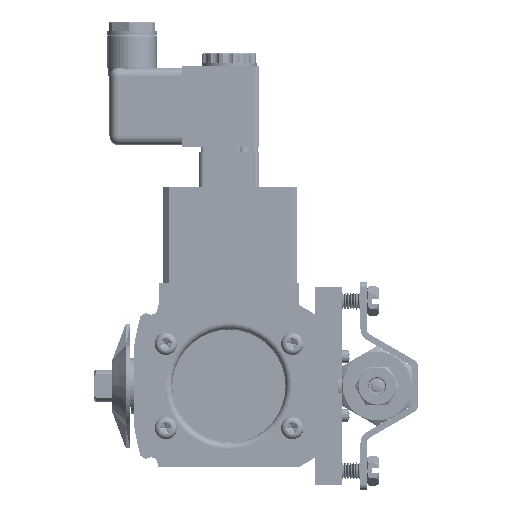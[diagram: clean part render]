
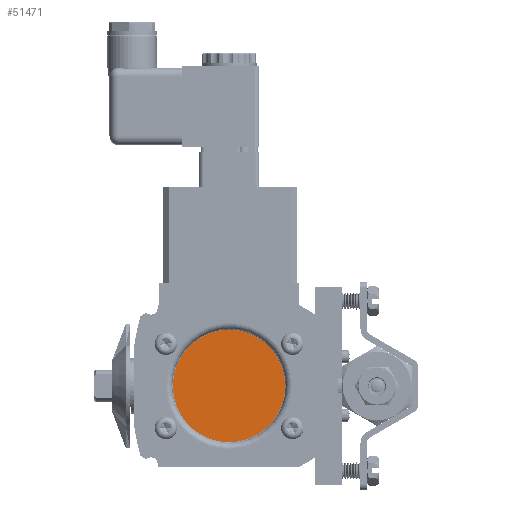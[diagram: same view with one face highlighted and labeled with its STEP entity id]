
A CAD part, left-side view. The second image highlights one B-rep face of the part: STEP entity #51471.
In plain terms, the highlighted planar face has unit normal (-1, 0, 0).
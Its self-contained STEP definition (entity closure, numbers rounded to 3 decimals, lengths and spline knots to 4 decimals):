
#3323 = FACE_OUTER_BOUND ( 'NONE', #165027, .T. ) ;
#13797 = EDGE_CURVE ( 'NONE', #148655, #64756, #179175, .T. ) ;
#34072 = EDGE_CURVE ( 'NONE', #64756, #148655, #142173, .T. ) ;
#39724 = CARTESIAN_POINT ( 'NONE',  ( -1.4975, 2.136, 0.8105 ) ) ;
#51471 = ADVANCED_FACE ( 'NONE', ( #3323 ), #70876, .T. ) ;
#53637 = DIRECTION ( 'NONE',  ( -1., 0., 0. ) ) ;
#59321 = ORIENTED_EDGE ( 'NONE', *, *, #34072, .T. ) ;
#60591 = CARTESIAN_POINT ( 'NONE',  ( -1.4975, 2.136, 0. ) ) ;
#64756 = VERTEX_POINT ( 'NONE', #184367 ) ;
#66059 = AXIS2_PLACEMENT_3D ( 'NONE', #172339, #85450, #186891 ) ;
#70876 = PLANE ( 'NONE',  #66059 ) ;
#75252 = DIRECTION ( 'NONE',  ( 0., 0., 1. ) ) ;
#75445 = AXIS2_PLACEMENT_3D ( 'NONE', #140513, #53637, #155061 ) ;
#85450 = DIRECTION ( 'NONE',  ( -1., 0., 0. ) ) ;
#124917 = AXIS2_PLACEMENT_3D ( 'NONE', #60591, #162038, #75252 ) ;
#140513 = CARTESIAN_POINT ( 'NONE',  ( -1.4975, 2.136, 0. ) ) ;
#142173 = CIRCLE ( 'NONE', #75445, 0.8105 ) ;
#148655 = VERTEX_POINT ( 'NONE', #39724 ) ;
#155061 = DIRECTION ( 'NONE',  ( 0., 0., 1. ) ) ;
#162038 = DIRECTION ( 'NONE',  ( -1., 0., 0. ) ) ;
#165027 = EDGE_LOOP ( 'NONE', ( #59321, #168509 ) ) ;
#168509 = ORIENTED_EDGE ( 'NONE', *, *, #13797, .T. ) ;
#172339 = CARTESIAN_POINT ( 'NONE',  ( -1.4975, 2.136, 0. ) ) ;
#179175 = CIRCLE ( 'NONE', #124917, 0.8105 ) ;
#184367 = CARTESIAN_POINT ( 'NONE',  ( -1.4975, 2.136, -0.8105 ) ) ;
#186891 = DIRECTION ( 'NONE',  ( 0., 0., 1. ) ) ;
